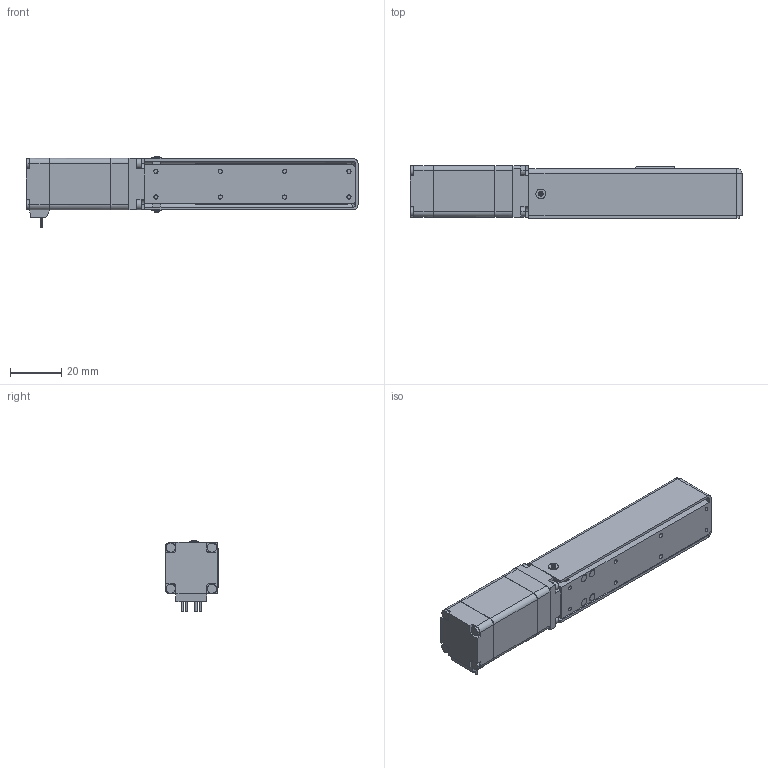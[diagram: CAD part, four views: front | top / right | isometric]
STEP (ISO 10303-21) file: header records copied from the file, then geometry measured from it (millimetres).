
FILE_DESCRIPTION (( 'STEP AP214' ), '1' );
FILE_NAME ('MLS-20-22010.STEP', '2024-01-26T00:39:25', ( '' ), ( '' ), 'SwSTEP 2.0', 'SolidWorks 2023', '' );
FILE_SCHEMA (( 'AUTOMOTIVE_DESIGN' ));
Length unit declared in the file: millimetre
Products named in the file (6): TM15-40A_XS10E110_23791-0214; 93475A165_18-8 Stainless Steel Washer_93475A165; SCREW, MS-PPH, M-JCIS_M1.2 x 0.25 x 6mm; MLS-20-22010; 431830 MLS-20, Cover, 20mm Travel_3D Print1_Long Version ; 91430A154_18-8 Stainless Steel Slotted Flat Head Screws (1)_91430A154
Assembly tree (7 placements, depth 2):
  MLS-20-22010
    TM15-40A_XS10E110_23791-0214
    431830 MLS-20, Cover, 20mm Travel_3D Print1_Long Version 
    SCREW, MS-PPH, M-JCIS_M1.2 x 0.25 x 6mm  x2
    93475A165_18-8 Stainless Steel Washer_93475A165  x2
    91430A154_18-8 Stainless Steel Slotted Flat Head Screws (1)_91430A154
Bounding box: 129.02 x 20.5 x 27.9 mm (x, y, z)
Volume: 4580.4 mm3; surface area: 22506 mm2
Topology: 6 solids, 31 shells, 1074 faces, 2761 edges, 1768 vertices
Faces by surface type: plane 568, cylinder 346, torus 64, bspline 58, cone 28, sphere 10
Entity records: 42223 total; most frequent: CARTESIAN_POINT 20633, ORIENTED_EDGE 5268, DIRECTION 3002, EDGE_CURVE 2645, VERTEX_POINT 1709, B_SPLINE_CURVE_WITH_KNOTS 1668, AXIS2_PLACEMENT_3D 1207, EDGE_LOOP 1143
